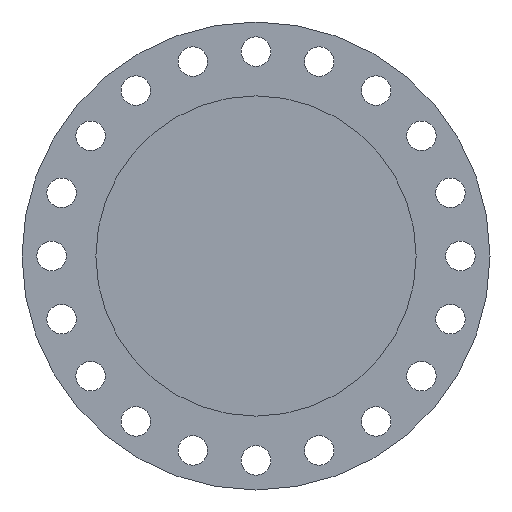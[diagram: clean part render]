
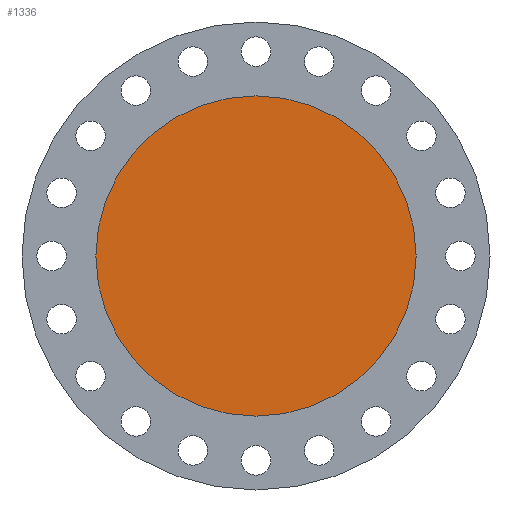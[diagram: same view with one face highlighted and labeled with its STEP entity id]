
A CAD part, left-side view. The second image highlights one B-rep face of the part: STEP entity #1336.
In plain terms, the highlighted planar face has unit normal (-1, 0, 0).
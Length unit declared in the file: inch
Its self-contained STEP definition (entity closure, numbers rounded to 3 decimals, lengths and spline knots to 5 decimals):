
#39 = DIRECTION ( 'NONE',  ( -1., 0., 0. ) ) ;
#91 = VERTEX_POINT ( 'NONE', #1283 ) ;
#271 = CIRCLE ( 'NONE', #740, 8.125 ) ;
#368 = FACE_OUTER_BOUND ( 'NONE', #978, .T. ) ;
#550 = DIRECTION ( 'NONE',  ( 0., 0., 1. ) ) ;
#558 = AXIS2_PLACEMENT_3D ( 'NONE', #1261, #39, #575 ) ;
#575 = DIRECTION ( 'NONE',  ( 0., 0., 1. ) ) ;
#664 = CARTESIAN_POINT ( 'NONE',  ( 0., 0., 0. ) ) ;
#681 = DIRECTION ( 'NONE',  ( -1., 0., 0. ) ) ;
#715 = EDGE_CURVE ( 'NONE', #91, #967, #1012, .T. ) ;
#740 = AXIS2_PLACEMENT_3D ( 'NONE', #1351, #681, #550 ) ;
#832 = ORIENTED_EDGE ( 'NONE', *, *, #715, .T. ) ;
#857 = EDGE_CURVE ( 'NONE', #967, #91, #271, .T. ) ;
#967 = VERTEX_POINT ( 'NONE', #985 ) ;
#978 = EDGE_LOOP ( 'NONE', ( #1309, #832 ) ) ;
#985 = CARTESIAN_POINT ( 'NONE',  ( 0., 0., 8.125 ) ) ;
#1012 = CIRCLE ( 'NONE', #558, 8.125 ) ;
#1205 = DIRECTION ( 'NONE',  ( 0., 0., 1. ) ) ;
#1261 = CARTESIAN_POINT ( 'NONE',  ( 0., 0., 0. ) ) ;
#1283 = CARTESIAN_POINT ( 'NONE',  ( 0., 0., -8.125 ) ) ;
#1309 = ORIENTED_EDGE ( 'NONE', *, *, #857, .T. ) ;
#1330 = AXIS2_PLACEMENT_3D ( 'NONE', #664, #1467, #1205 ) ;
#1336 = ADVANCED_FACE ( 'NONE', ( #368 ), #1449, .T. ) ;
#1351 = CARTESIAN_POINT ( 'NONE',  ( 0., 0., 0. ) ) ;
#1449 = PLANE ( 'NONE',  #1330 ) ;
#1467 = DIRECTION ( 'NONE',  ( -1., 0., 0. ) ) ;
